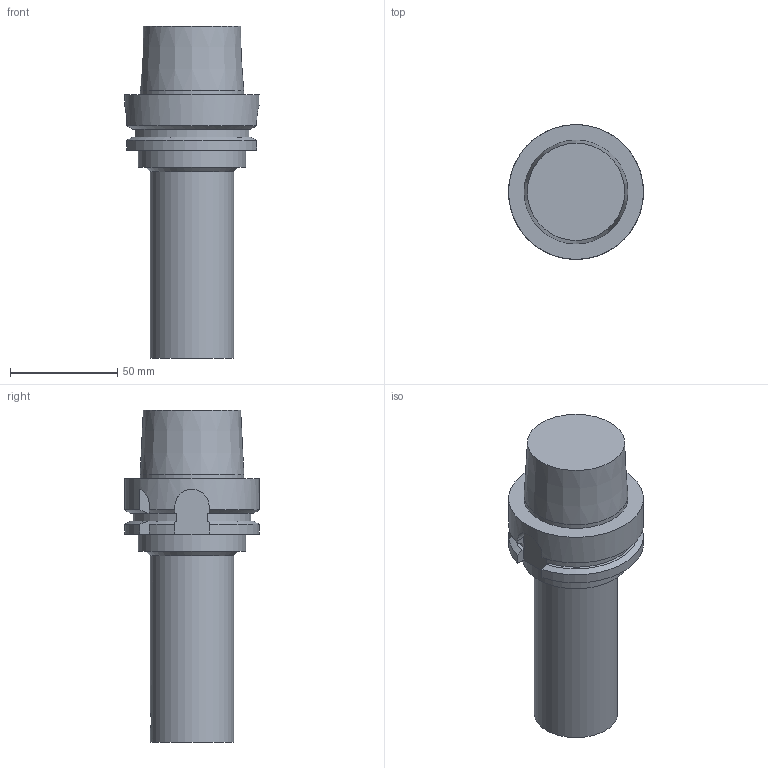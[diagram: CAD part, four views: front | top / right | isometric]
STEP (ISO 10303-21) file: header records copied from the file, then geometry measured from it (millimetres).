
FILE_DESCRIPTION((''),'1');
FILE_NAME('HSK-A63-CKB4-123.stp','2022-09-16T08:03:31',(''),(''),'Spatial Interop R21 SP3','Kubotek KeyCreator 2011 V10.0.2 (22737)',' ');
FILE_SCHEMA(('automotive_design'));
Length unit declared in the file: millimetre
Products named in the file (1): 240[2]
Bounding box: 63 x 63 x 155 mm (x, y, z)
Volume: 242939.4 mm3; surface area: 30681.2 mm2
Topology: 1 solids, 1 shells, 49 faces, 126 edges, 84 vertices
Faces by surface type: plane 26, cylinder 15, cone 8
Full cylindrical faces by diameter (mm): 8.3 x1, 22 x1, 39 x1, 48.43 x1, 50 x1, 63 x1
Entity records: 2763 total; most frequent: CARTESIAN_POINT 425, DIRECTION 234, ORIENTED_EDGE 232, PRESENTATION_STYLE_ASSIGNMENT 216, COLOUR_RGB 216, STYLED_ITEM 166, CURVE_STYLE 166, DRAUGHTING_PRE_DEFINED_CURVE_FONT 166
